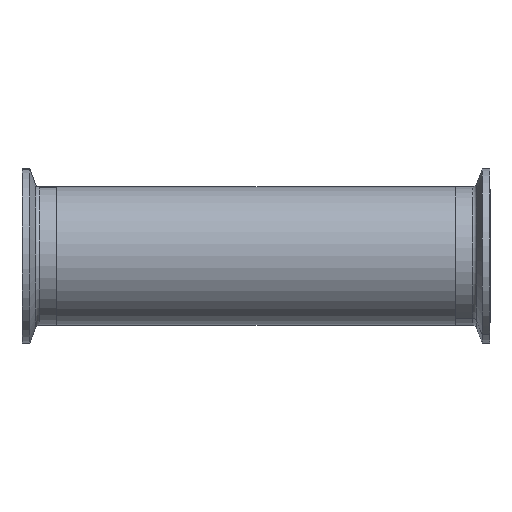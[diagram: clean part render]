
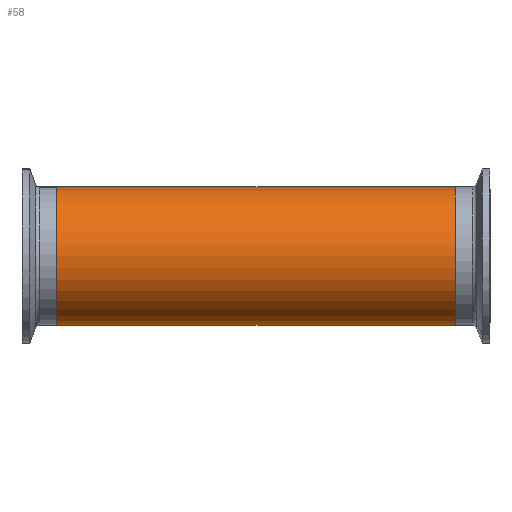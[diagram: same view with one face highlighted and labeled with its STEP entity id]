
A CAD part, front view. The second image highlights one B-rep face of the part: STEP entity #58.
In plain terms, the highlighted cylindrical face has radius 25.4 mm (diameter 50.8 mm), a partial arc.
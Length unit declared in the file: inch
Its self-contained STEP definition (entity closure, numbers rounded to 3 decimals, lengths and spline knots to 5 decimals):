
#5 = VERTEX_POINT ( 'NONE', #55 ) ;
#55 = CARTESIAN_POINT ( 'NONE',  ( -2.87402, 0., 1. ) ) ;
#58 = ADVANCED_FACE ( 'NONE', ( #1209 ), #2028, .T. ) ;
#83 = DIRECTION ( 'NONE',  ( -1., 0., 0. ) ) ;
#101 = DIRECTION ( 'NONE',  ( 1., 0., 0. ) ) ;
#349 = CARTESIAN_POINT ( 'NONE',  ( -2.87402, 0., 0. ) ) ;
#356 = DIRECTION ( 'NONE',  ( 1., 0., 0. ) ) ;
#399 = EDGE_CURVE ( 'NONE', #1376, #5, #687, .T. ) ;
#483 = LINE ( 'NONE', #1860, #699 ) ;
#509 = VERTEX_POINT ( 'NONE', #816 ) ;
#567 = CARTESIAN_POINT ( 'NONE',  ( 2.87402, 0., -1. ) ) ;
#636 = CARTESIAN_POINT ( 'NONE',  ( 2.87402, 0., 0. ) ) ;
#687 = LINE ( 'NONE', #1428, #2591 ) ;
#699 = VECTOR ( 'NONE', #1847, 39.37008 ) ;
#756 = AXIS2_PLACEMENT_3D ( 'NONE', #636, #1083, #2629 ) ;
#816 = CARTESIAN_POINT ( 'NONE',  ( -2.87402, 0., -1. ) ) ;
#882 = EDGE_CURVE ( 'NONE', #1376, #2032, #1241, .T. ) ;
#1083 = DIRECTION ( 'NONE',  ( -1., 0., 0. ) ) ;
#1209 = FACE_OUTER_BOUND ( 'NONE', #2784, .T. ) ;
#1241 = CIRCLE ( 'NONE', #2269, 1. ) ;
#1376 = VERTEX_POINT ( 'NONE', #2781 ) ;
#1428 = CARTESIAN_POINT ( 'NONE',  ( 2.87402, 0., 1. ) ) ;
#1461 = DIRECTION ( 'NONE',  ( 0., 0., -1. ) ) ;
#1480 = ORIENTED_EDGE ( 'NONE', *, *, #399, .T. ) ;
#1513 = EDGE_CURVE ( 'NONE', #2032, #509, #483, .T. ) ;
#1621 = CIRCLE ( 'NONE', #1639, 1. ) ;
#1639 = AXIS2_PLACEMENT_3D ( 'NONE', #349, #101, #1461 ) ;
#1646 = ORIENTED_EDGE ( 'NONE', *, *, #882, .F. ) ;
#1725 = ORIENTED_EDGE ( 'NONE', *, *, #2235, .T. ) ;
#1847 = DIRECTION ( 'NONE',  ( -1., 0., 0. ) ) ;
#1860 = CARTESIAN_POINT ( 'NONE',  ( 2.87402, 0., -1. ) ) ;
#2028 = CYLINDRICAL_SURFACE ( 'NONE', #756, 1. ) ;
#2032 = VERTEX_POINT ( 'NONE', #567 ) ;
#2235 = EDGE_CURVE ( 'NONE', #5, #509, #1621, .T. ) ;
#2269 = AXIS2_PLACEMENT_3D ( 'NONE', #2590, #356, #2807 ) ;
#2556 = ORIENTED_EDGE ( 'NONE', *, *, #1513, .F. ) ;
#2590 = CARTESIAN_POINT ( 'NONE',  ( 2.87402, 0., 0. ) ) ;
#2591 = VECTOR ( 'NONE', #83, 39.37008 ) ;
#2629 = DIRECTION ( 'NONE',  ( 0., 0., 1. ) ) ;
#2781 = CARTESIAN_POINT ( 'NONE',  ( 2.87402, 0., 1. ) ) ;
#2784 = EDGE_LOOP ( 'NONE', ( #2556, #1646, #1480, #1725 ) ) ;
#2807 = DIRECTION ( 'NONE',  ( 0., 0., -1. ) ) ;
